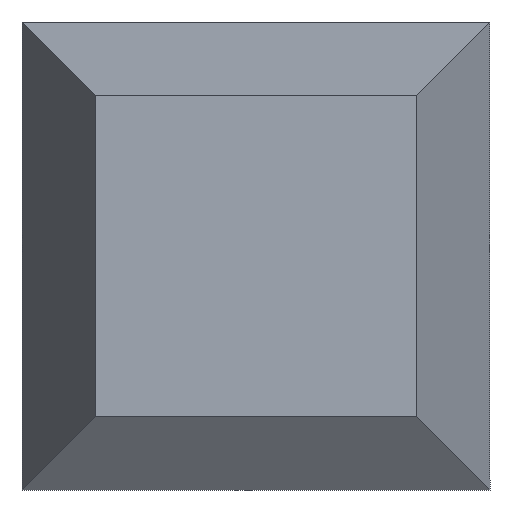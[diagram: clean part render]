
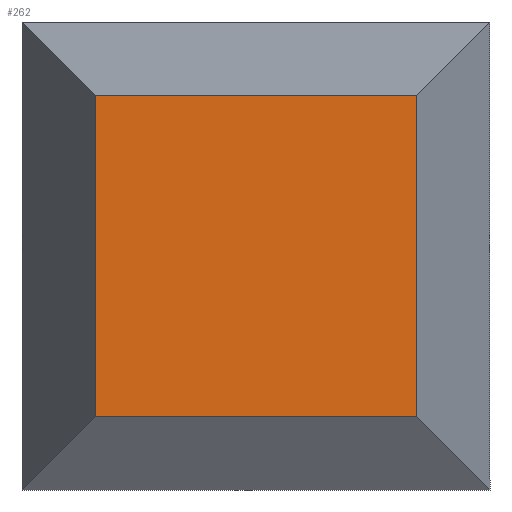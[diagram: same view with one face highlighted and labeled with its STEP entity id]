
A CAD part, front view. The second image highlights one B-rep face of the part: STEP entity #262.
In plain terms, the highlighted planar face has unit normal (0, -1, 0).
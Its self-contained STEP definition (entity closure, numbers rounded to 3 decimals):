
#3 = CARTESIAN_POINT ( 'NONE',  ( 0.22, 0., 0. ) ) ;
#8 = VECTOR ( 'NONE', #96, 1000. ) ;
#10 = ORIENTED_EDGE ( 'NONE', *, *, #294, .T. ) ;
#15 = EDGE_CURVE ( 'NONE', #192, #123, #289, .T. ) ;
#22 = EDGE_CURVE ( 'NONE', #239, #192, #110, .T. ) ;
#24 = VECTOR ( 'NONE', #185, 1000. ) ;
#43 = PLANE ( 'NONE',  #50 ) ;
#45 = CARTESIAN_POINT ( 'NONE',  ( 0.22, 0., 0.22 ) ) ;
#50 = AXIS2_PLACEMENT_3D ( 'NONE', #212, #257, #281 ) ;
#58 = FACE_OUTER_BOUND ( 'NONE', #278, .T. ) ;
#68 = ORIENTED_EDGE ( 'NONE', *, *, #22, .T. ) ;
#81 = DIRECTION ( 'NONE',  ( 1., 0., 0. ) ) ;
#93 = VERTEX_POINT ( 'NONE', #226 ) ;
#96 = DIRECTION ( 'NONE',  ( -1., 0., 0. ) ) ;
#105 = LINE ( 'NONE', #297, #164 ) ;
#110 = LINE ( 'NONE', #118, #8 ) ;
#118 = CARTESIAN_POINT ( 'NONE',  ( 0., 0., 0.22 ) ) ;
#122 = DIRECTION ( 'NONE',  ( 0., 0., -1. ) ) ;
#123 = VERTEX_POINT ( 'NONE', #271 ) ;
#138 = ORIENTED_EDGE ( 'NONE', *, *, #147, .T. ) ;
#143 = ORIENTED_EDGE ( 'NONE', *, *, #15, .T. ) ;
#147 = EDGE_CURVE ( 'NONE', #123, #93, #105, .T. ) ;
#152 = VECTOR ( 'NONE', #122, 1000. ) ;
#164 = VECTOR ( 'NONE', #81, 1000. ) ;
#171 = LINE ( 'NONE', #3, #24 ) ;
#185 = DIRECTION ( 'NONE',  ( 0., 0., 1. ) ) ;
#192 = VERTEX_POINT ( 'NONE', #199 ) ;
#199 = CARTESIAN_POINT ( 'NONE',  ( -0.22, 0., 0.22 ) ) ;
#212 = CARTESIAN_POINT ( 'NONE',  ( 0., 0., 0. ) ) ;
#226 = CARTESIAN_POINT ( 'NONE',  ( 0.22, 0., -0.22 ) ) ;
#239 = VERTEX_POINT ( 'NONE', #45 ) ;
#257 = DIRECTION ( 'NONE',  ( 0., 1., 0. ) ) ;
#262 = ADVANCED_FACE ( 'NONE', ( #58 ), #43, .F. ) ;
#271 = CARTESIAN_POINT ( 'NONE',  ( -0.22, 0., -0.22 ) ) ;
#278 = EDGE_LOOP ( 'NONE', ( #68, #143, #138, #10 ) ) ;
#281 = DIRECTION ( 'NONE',  ( 0., 0., 1. ) ) ;
#289 = LINE ( 'NONE', #291, #152 ) ;
#291 = CARTESIAN_POINT ( 'NONE',  ( -0.22, 0., 0. ) ) ;
#294 = EDGE_CURVE ( 'NONE', #93, #239, #171, .T. ) ;
#297 = CARTESIAN_POINT ( 'NONE',  ( 0., 0., -0.22 ) ) ;
